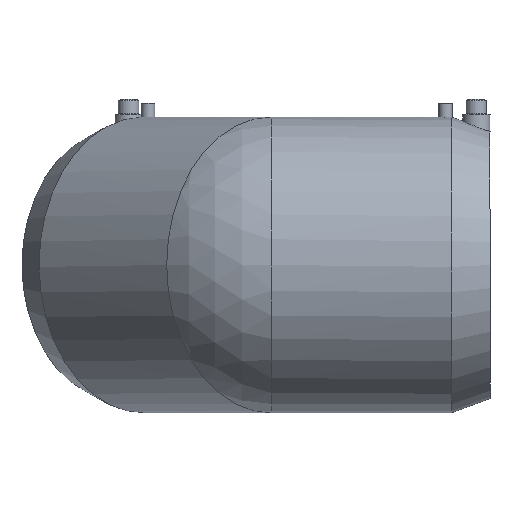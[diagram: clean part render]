
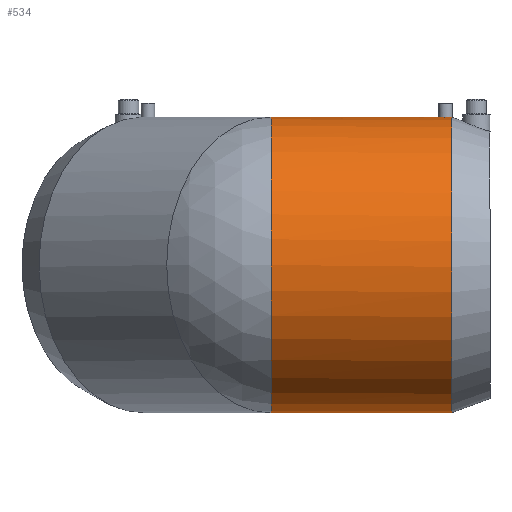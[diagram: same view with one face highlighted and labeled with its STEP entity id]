
A CAD part, left-side view. The second image highlights one B-rep face of the part: STEP entity #534.
In plain terms, the highlighted cylindrical face has radius 86.5 mm (diameter 173 mm), a full revolution.
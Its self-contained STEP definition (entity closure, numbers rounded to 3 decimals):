
#28=B_SPLINE_CURVE_WITH_KNOTS('',3,(#977,#978,#979,#980,#981,#982,#983,
#984,#985,#986,#987,#988,#989,#990,#991,#992,#993,#994,#995,#996,#997,#998,
#999,#1000),.UNSPECIFIED.,.F.,.F.,(4,2,2,2,2,2,2,2,2,2,2,4),(-1.641,
-1.507,-1.356,-1.206,-1.055,
-0.904,-0.753,-0.603,-0.452,
-0.301,-0.151,0.),.UNSPECIFIED.);
#30=B_SPLINE_CURVE_WITH_KNOTS('',3,(#1012,#1013,#1014,#1015,#1016,#1017,
#1018,#1019),.UNSPECIFIED.,.F.,.F.,(4,2,2,4),(0.,0.151,0.301,
0.436),.UNSPECIFIED.);
#37=ELLIPSE('',#603,93.627,86.5);
#38=ELLIPSE('',#606,93.627,86.5);
#46=LINE('',#1026,#70);
#70=VECTOR('',#723,86.5);
#93=CYLINDRICAL_SURFACE('',#602,86.5);
#124=FACE_OUTER_BOUND('',#165,.T.);
#165=EDGE_LOOP('',(#408,#409,#410,#411,#412,#413,#414,#415,#416));
#211=CIRCLE('',#604,86.5);
#212=CIRCLE('',#605,86.5);
#213=CIRCLE('',#607,86.5);
#254=VERTEX_POINT('',#974);
#255=VERTEX_POINT('',#976);
#256=VERTEX_POINT('',#1001);
#257=VERTEX_POINT('',#1022);
#258=VERTEX_POINT('',#1023);
#259=VERTEX_POINT('',#1025);
#260=VERTEX_POINT('',#1029);
#310=EDGE_CURVE('',#255,#254,#28,.T.);
#312=EDGE_CURVE('',#254,#256,#30,.T.);
#313=EDGE_CURVE('',#257,#258,#37,.T.);
#314=EDGE_CURVE('',#258,#259,#46,.T.);
#315=EDGE_CURVE('',#259,#255,#211,.T.);
#316=EDGE_CURVE('',#256,#259,#212,.T.);
#317=EDGE_CURVE('',#258,#260,#38,.T.);
#318=EDGE_CURVE('',#257,#260,#213,.T.);
#408=ORIENTED_EDGE('',*,*,#313,.T.);
#409=ORIENTED_EDGE('',*,*,#314,.T.);
#410=ORIENTED_EDGE('',*,*,#315,.T.);
#411=ORIENTED_EDGE('',*,*,#310,.T.);
#412=ORIENTED_EDGE('',*,*,#312,.T.);
#413=ORIENTED_EDGE('',*,*,#316,.T.);
#414=ORIENTED_EDGE('',*,*,#314,.F.);
#415=ORIENTED_EDGE('',*,*,#317,.T.);
#416=ORIENTED_EDGE('',*,*,#318,.F.);
#534=ADVANCED_FACE('',(#124),#93,.T.);
#602=AXIS2_PLACEMENT_3D('',#1021,#719,#720);
#603=AXIS2_PLACEMENT_3D('',#1024,#721,#722);
#604=AXIS2_PLACEMENT_3D('',#1027,#724,#725);
#605=AXIS2_PLACEMENT_3D('',#1028,#726,#727);
#606=AXIS2_PLACEMENT_3D('',#1030,#728,#729);
#607=AXIS2_PLACEMENT_3D('',#1031,#730,#731);
#719=DIRECTION('center_axis',(0.,1.,0.));
#720=DIRECTION('ref_axis',(-1.,0.,0.));
#721=DIRECTION('center_axis',(-0.383,-0.924,0.));
#722=DIRECTION('ref_axis',(-0.924,0.383,0.));
#723=DIRECTION('',(0.,-1.,0.));
#724=DIRECTION('center_axis',(0.,1.,0.));
#725=DIRECTION('ref_axis',(1.,0.,0.));
#726=DIRECTION('center_axis',(0.,1.,0.));
#727=DIRECTION('ref_axis',(1.,0.,0.));
#728=DIRECTION('center_axis',(-0.383,-0.924,0.));
#729=DIRECTION('ref_axis',(-0.924,0.383,0.));
#730=DIRECTION('center_axis',(0.,1.,0.));
#731=DIRECTION('ref_axis',(1.,0.,0.));
#974=CARTESIAN_POINT('',(4.,-63.5,86.407));
#976=CARTESIAN_POINT('',(-1.691,-67.125,86.483));
#977=CARTESIAN_POINT('Ctrl Pts',(-1.691,-67.125,86.483));
#978=CARTESIAN_POINT('Ctrl Pts',(-2.121,-66.924,86.475));
#979=CARTESIAN_POINT('Ctrl Pts',(-2.512,-66.645,86.464));
#980=CARTESIAN_POINT('Ctrl Pts',(-3.184,-65.973,86.442));
#981=CARTESIAN_POINT('Ctrl Pts',(-3.491,-65.524,86.43));
#982=CARTESIAN_POINT('Ctrl Pts',(-3.9,-64.538,86.412));
#983=CARTESIAN_POINT('Ctrl Pts',(-4.,-64.002,86.407));
#984=CARTESIAN_POINT('Ctrl Pts',(-4.,-62.998,86.407));
#985=CARTESIAN_POINT('Ctrl Pts',(-3.9,-62.462,86.412));
#986=CARTESIAN_POINT('Ctrl Pts',(-3.491,-61.476,86.43));
#987=CARTESIAN_POINT('Ctrl Pts',(-3.184,-61.027,86.442));
#988=CARTESIAN_POINT('Ctrl Pts',(-2.473,-60.316,86.465));
#989=CARTESIAN_POINT('Ctrl Pts',(-2.024,-60.009,86.478));
#990=CARTESIAN_POINT('Ctrl Pts',(-1.038,-59.6,86.495));
#991=CARTESIAN_POINT('Ctrl Pts',(-0.502,-59.5,86.5));
#992=CARTESIAN_POINT('Ctrl Pts',(0.502,-59.5,86.5));
#993=CARTESIAN_POINT('Ctrl Pts',(1.038,-59.6,86.495));
#994=CARTESIAN_POINT('Ctrl Pts',(2.024,-60.009,86.478));
#995=CARTESIAN_POINT('Ctrl Pts',(2.473,-60.316,86.465));
#996=CARTESIAN_POINT('Ctrl Pts',(3.184,-61.027,86.442));
#997=CARTESIAN_POINT('Ctrl Pts',(3.491,-61.476,86.43));
#998=CARTESIAN_POINT('Ctrl Pts',(3.9,-62.462,86.412));
#999=CARTESIAN_POINT('Ctrl Pts',(4.,-62.998,86.407));
#1000=CARTESIAN_POINT('Ctrl Pts',(4.,-63.5,86.407));
#1001=CARTESIAN_POINT('',(1.691,-67.125,86.483));
#1012=CARTESIAN_POINT('Ctrl Pts',(4.,-63.5,86.407));
#1013=CARTESIAN_POINT('Ctrl Pts',(4.,-64.002,86.407));
#1014=CARTESIAN_POINT('Ctrl Pts',(3.9,-64.538,86.412));
#1015=CARTESIAN_POINT('Ctrl Pts',(3.491,-65.524,86.43));
#1016=CARTESIAN_POINT('Ctrl Pts',(3.184,-65.973,86.442));
#1017=CARTESIAN_POINT('Ctrl Pts',(2.512,-66.645,86.464));
#1018=CARTESIAN_POINT('Ctrl Pts',(2.121,-66.924,86.475));
#1019=CARTESIAN_POINT('Ctrl Pts',(1.691,-67.125,86.483));
#1021=CARTESIAN_POINT('Origin',(0.,-14.313,0.));
#1022=CARTESIAN_POINT('',(0.,38.5,-86.5));
#1023=CARTESIAN_POINT('',(86.5,2.671,0.));
#1024=CARTESIAN_POINT('Origin',(0.,38.5,0.));
#1025=CARTESIAN_POINT('',(86.5,-67.125,0.));
#1026=CARTESIAN_POINT('',(86.5,-14.313,0.));
#1027=CARTESIAN_POINT('Origin',(0.,-67.125,0.));
#1028=CARTESIAN_POINT('Origin',(0.,-67.125,0.));
#1029=CARTESIAN_POINT('',(0.,38.5,86.5));
#1030=CARTESIAN_POINT('Origin',(0.,38.5,0.));
#1031=CARTESIAN_POINT('Origin',(0.,38.5,0.));
